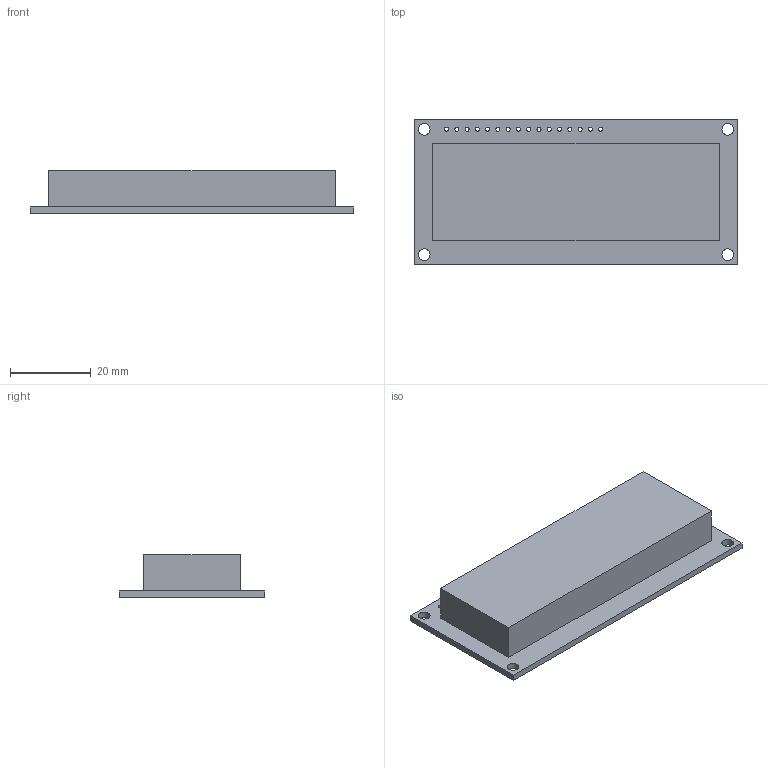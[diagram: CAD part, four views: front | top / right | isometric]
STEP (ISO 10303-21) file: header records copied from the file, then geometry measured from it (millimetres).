
FILE_DESCRIPTION(('FreeCAD Model'),'2;1');
FILE_NAME('JHD162A.step','2017-02-28T16:07:50',('Author'),(''), 'Open CASCADE STEP processor 6.8','FreeCAD','Unknown');
FILE_SCHEMA(('AUTOMOTIVE_DESIGN_CC2 { 1 2 10303 214 -1 1 5 4 }'));
Length unit declared in the file: millimetre
Products named in the file (1): Fusion
Bounding box: 80 x 36 x 10.6 mm (x, y, z)
Volume: 19689.6 mm3; surface area: 7893 mm2
Topology: 1 solids, 1 shells, 31 faces, 84 edges, 56 vertices
Faces by surface type: cylinder 20, plane 11
Full cylindrical faces by diameter (mm): 1 x16, 2.9 x4
Entity records: 3320 total; most frequent: CARTESIAN_POINT 1440, DIRECTION 276, ORIENTED_EDGE 168, PCURVE 168, DEFINITIONAL_REPRESENTATION 168, LINE 112, VECTOR 112, EDGE_CURVE 84
